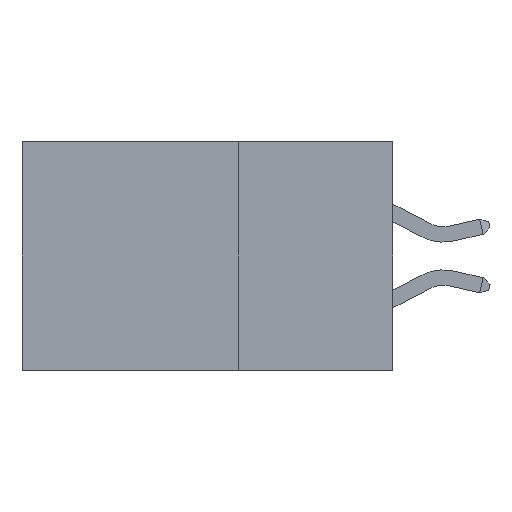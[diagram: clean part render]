
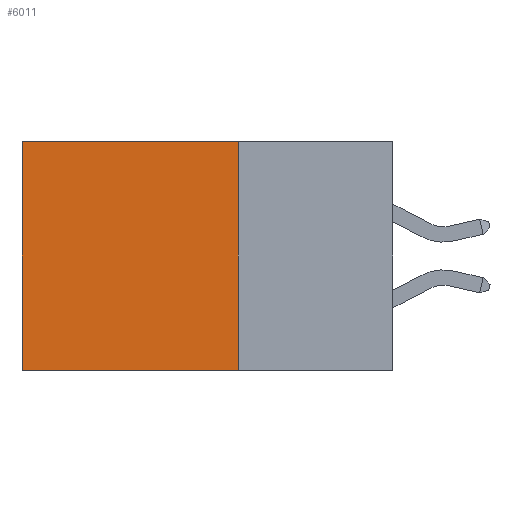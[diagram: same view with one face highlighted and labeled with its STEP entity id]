
A CAD part, left-side view. The second image highlights one B-rep face of the part: STEP entity #6011.
In plain terms, the highlighted planar face has unit normal (-1, 0, 0).
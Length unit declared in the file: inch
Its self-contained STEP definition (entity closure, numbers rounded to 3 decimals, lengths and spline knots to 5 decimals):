
#41 = CARTESIAN_POINT ( 'NONE',  ( 0.2875, 0.6, 0. ) ) ;
#439 = LINE ( 'NONE', #503, #26490 ) ;
#503 = CARTESIAN_POINT ( 'NONE',  ( 0.2875, 0.25, -0.37 ) ) ;
#642 = CARTESIAN_POINT ( 'NONE',  ( 0.2875, 0.25, 0. ) ) ;
#2158 = EDGE_LOOP ( 'NONE', ( #29877, #22092, #31170, #7739 ) ) ;
#2717 = DIRECTION ( 'NONE',  ( 0., 0., -1. ) ) ;
#2968 = VERTEX_POINT ( 'NONE', #41 ) ;
#5309 = EDGE_CURVE ( 'NONE', #9525, #15546, #439, .T. ) ;
#5459 = EDGE_CURVE ( 'NONE', #41721, #9525, #15562, .T. ) ;
#6007 = LINE ( 'NONE', #38526, #35111 ) ;
#6011 = ADVANCED_FACE ( 'NONE', ( #11921 ), #38863, .F. ) ;
#7376 = DIRECTION ( 'NONE',  ( 0., 0., -1. ) ) ;
#7739 = ORIENTED_EDGE ( 'NONE', *, *, #42014, .T. ) ;
#7893 = DIRECTION ( 'NONE',  ( 0., 1., 0. ) ) ;
#8172 = VECTOR ( 'NONE', #7893, 39.37008 ) ;
#9525 = VERTEX_POINT ( 'NONE', #19739 ) ;
#10026 = DIRECTION ( 'NONE',  ( 1., 0., 0. ) ) ;
#11921 = FACE_OUTER_BOUND ( 'NONE', #2158, .T. ) ;
#12907 = CARTESIAN_POINT ( 'NONE',  ( 0.2875, 0.25, 0. ) ) ;
#15546 = VERTEX_POINT ( 'NONE', #38515 ) ;
#15562 = LINE ( 'NONE', #642, #23757 ) ;
#19739 = CARTESIAN_POINT ( 'NONE',  ( 0.2875, 0.25, -0.37 ) ) ;
#20341 = DIRECTION ( 'NONE',  ( 0., 1., 0. ) ) ;
#22092 = ORIENTED_EDGE ( 'NONE', *, *, #5309, .F. ) ;
#23757 = VECTOR ( 'NONE', #7376, 39.37008 ) ;
#25993 = DIRECTION ( 'NONE',  ( 0., 0., -1. ) ) ;
#26490 = VECTOR ( 'NONE', #20341, 39.37008 ) ;
#26983 = CARTESIAN_POINT ( 'NONE',  ( 0.2875, 0.25, 0. ) ) ;
#29877 = ORIENTED_EDGE ( 'NONE', *, *, #35269, .T. ) ;
#31170 = ORIENTED_EDGE ( 'NONE', *, *, #5459, .F. ) ;
#35111 = VECTOR ( 'NONE', #2717, 39.37008 ) ;
#35269 = EDGE_CURVE ( 'NONE', #2968, #15546, #6007, .T. ) ;
#38515 = CARTESIAN_POINT ( 'NONE',  ( 0.2875, 0.6, -0.37 ) ) ;
#38526 = CARTESIAN_POINT ( 'NONE',  ( 0.2875, 0.6, 0. ) ) ;
#38863 = PLANE ( 'NONE',  #40899 ) ;
#39335 = LINE ( 'NONE', #26983, #8172 ) ;
#40899 = AXIS2_PLACEMENT_3D ( 'NONE', #12907, #10026, #25993 ) ;
#41721 = VERTEX_POINT ( 'NONE', #41856 ) ;
#41856 = CARTESIAN_POINT ( 'NONE',  ( 0.2875, 0.25, 0. ) ) ;
#42014 = EDGE_CURVE ( 'NONE', #41721, #2968, #39335, .T. ) ;
